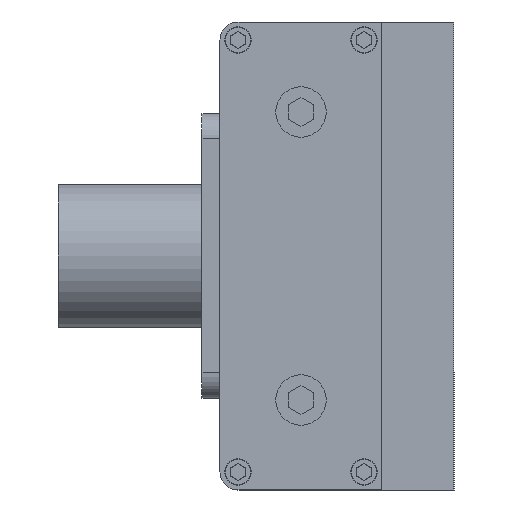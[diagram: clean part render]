
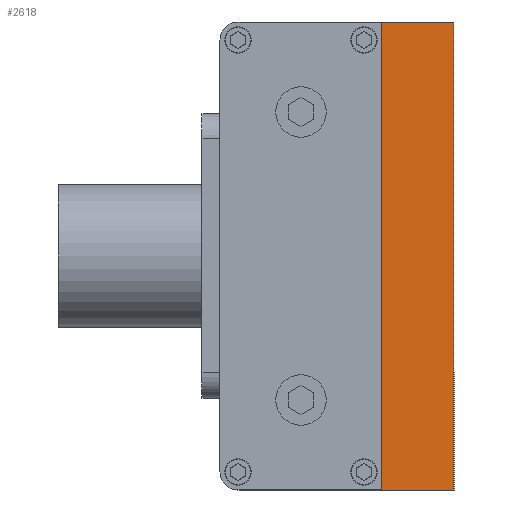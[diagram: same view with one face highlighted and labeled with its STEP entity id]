
A CAD part, left-side view. The second image highlights one B-rep face of the part: STEP entity #2618.
In plain terms, the highlighted planar face has unit normal (-1, 0, 0).
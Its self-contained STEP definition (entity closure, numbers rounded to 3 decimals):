
#62 = VERTEX_POINT ( 'NONE', #27367 ) ;
#643 = DIRECTION ( 'NONE',  ( 0., 1., 0. ) ) ;
#1126 = EDGE_LOOP ( 'NONE', ( #28875, #24508, #30609, #10639 ) ) ;
#2618 = ADVANCED_FACE ( 'NONE', ( #34597 ), #4988, .F. ) ;
#3101 = AXIS2_PLACEMENT_3D ( 'NONE', #16819, #25803, #10720 ) ;
#3165 = VECTOR ( 'NONE', #14410, 1000. ) ;
#3507 = LINE ( 'NONE', #26595, #36725 ) ;
#4988 = PLANE ( 'NONE',  #3101 ) ;
#5202 = DIRECTION ( 'NONE',  ( 0., 1., 0. ) ) ;
#5337 = VERTEX_POINT ( 'NONE', #18475 ) ;
#9076 = EDGE_CURVE ( 'NONE', #62, #19725, #31542, .T. ) ;
#9205 = EDGE_CURVE ( 'NONE', #19725, #30697, #26000, .T. ) ;
#10639 = ORIENTED_EDGE ( 'NONE', *, *, #9076, .T. ) ;
#10720 = DIRECTION ( 'NONE',  ( 0., 0., -1. ) ) ;
#11340 = VECTOR ( 'NONE', #30569, 1000. ) ;
#12115 = CARTESIAN_POINT ( 'NONE',  ( -527., -20., 65. ) ) ;
#13429 = CARTESIAN_POINT ( 'NONE',  ( -527., -20., 65. ) ) ;
#14410 = DIRECTION ( 'NONE',  ( 0., 0., -1. ) ) ;
#14785 = LINE ( 'NONE', #12115, #3165 ) ;
#16182 = EDGE_CURVE ( 'NONE', #62, #5337, #14785, .T. ) ;
#16819 = CARTESIAN_POINT ( 'NONE',  ( -527., -20., 65. ) ) ;
#18475 = CARTESIAN_POINT ( 'NONE',  ( -527., -20., -65. ) ) ;
#19725 = VERTEX_POINT ( 'NONE', #37467 ) ;
#19924 = VECTOR ( 'NONE', #5202, 1000. ) ;
#24189 = CARTESIAN_POINT ( 'NONE',  ( -527., 0., -65. ) ) ;
#24508 = ORIENTED_EDGE ( 'NONE', *, *, #27117, .F. ) ;
#25803 = DIRECTION ( 'NONE',  ( 1., 0., 0. ) ) ;
#26000 = LINE ( 'NONE', #36487, #11340 ) ;
#26595 = CARTESIAN_POINT ( 'NONE',  ( -527., -20., -65. ) ) ;
#27117 = EDGE_CURVE ( 'NONE', #5337, #30697, #3507, .T. ) ;
#27367 = CARTESIAN_POINT ( 'NONE',  ( -527., -20., 65. ) ) ;
#28875 = ORIENTED_EDGE ( 'NONE', *, *, #9205, .T. ) ;
#30569 = DIRECTION ( 'NONE',  ( 0., 0., -1. ) ) ;
#30609 = ORIENTED_EDGE ( 'NONE', *, *, #16182, .F. ) ;
#30697 = VERTEX_POINT ( 'NONE', #24189 ) ;
#31542 = LINE ( 'NONE', #13429, #19924 ) ;
#34597 = FACE_OUTER_BOUND ( 'NONE', #1126, .T. ) ;
#36487 = CARTESIAN_POINT ( 'NONE',  ( -527., 0., 65. ) ) ;
#36725 = VECTOR ( 'NONE', #643, 1000. ) ;
#37467 = CARTESIAN_POINT ( 'NONE',  ( -527., 0., 65. ) ) ;
